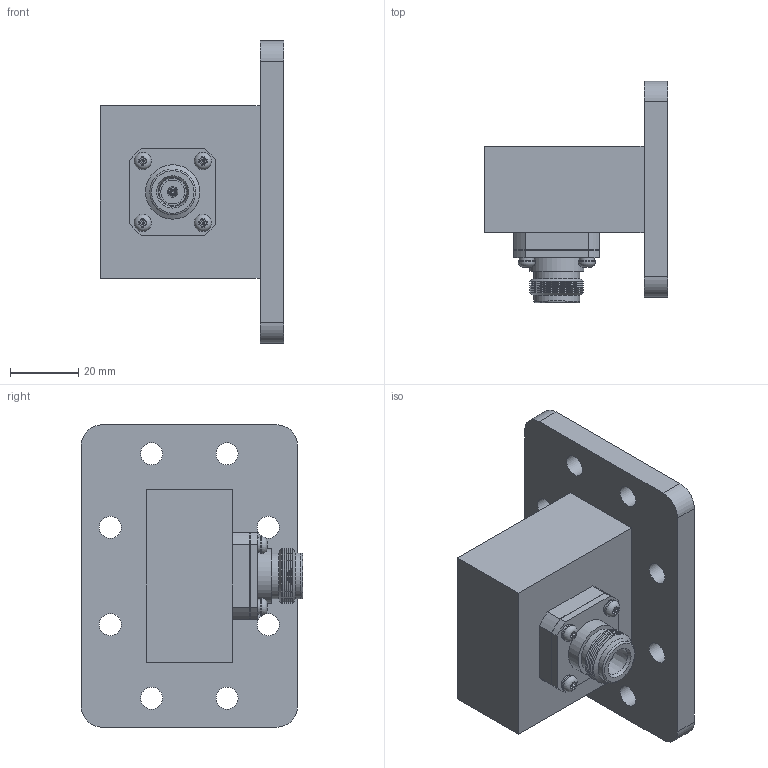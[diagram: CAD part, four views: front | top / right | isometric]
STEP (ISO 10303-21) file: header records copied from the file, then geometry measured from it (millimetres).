
FILE_DESCRIPTION (( 'STEP AP214' ), '1' );
FILE_NAME ('PEWCA1083_3D.STEP', '2020-05-19T20:50:07', ( '' ), ( '' ), 'SwSTEP 2.0', 'SolidWorks 2018', '' );
FILE_SCHEMA (( 'AUTOMOTIVE_DESIGN' ));
Length unit declared in the file: inch
Products named in the file (1): PEWCA1083_3D
Bounding box: 54 x 65.07 x 88.91 mm (x, y, z)
Volume: 49146 mm3; surface area: 31709.1 mm2
Topology: 2 solids, 2 shells, 163 faces, 404 edges, 261 vertices
Faces by surface type: plane 104, cylinder 34, cone 20, torus 5
Full cylindrical faces by diameter (mm): 1.71 x1, 3.04 x1, 4.42 x4, 5.08 x4, 6.495 x8, 6.999 x1, 13.488 x2, 15.99 x1
Entity records: 4653 total; most frequent: CARTESIAN_POINT 916, DIRECTION 736, ORIENTED_EDGE 704, EDGE_CURVE 352, AXIS2_PLACEMENT_3D 268, VERTEX_POINT 256, EDGE_LOOP 242, VECTOR 200
